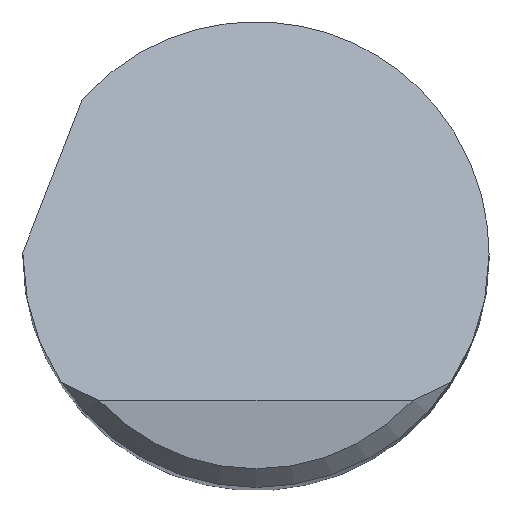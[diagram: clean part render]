
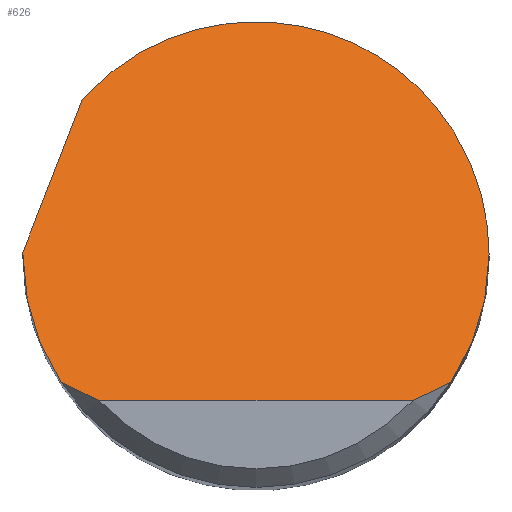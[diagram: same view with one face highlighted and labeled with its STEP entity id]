
A CAD part, top view. The second image highlights one B-rep face of the part: STEP entity #626.
In plain terms, the highlighted planar face has unit normal (0, 0.707, 0.707).
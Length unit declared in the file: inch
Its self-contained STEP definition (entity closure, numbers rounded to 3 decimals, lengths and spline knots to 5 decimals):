
#3 = EDGE_CURVE ( 'NONE', #277, #490, #522, .T. ) ;
#13 = EDGE_CURVE ( 'NONE', #490, #25, #335, .T. ) ;
#14 = EDGE_CURVE ( 'NONE', #66, #255, #334, .T. ) ;
#25 = VERTEX_POINT ( 'NONE', #378 ) ;
#29 = ORIENTED_EDGE ( 'NONE', *, *, #13, .T. ) ;
#36 = CARTESIAN_POINT ( 'NONE',  ( -0.157, -0.1025, 2.485 ) ) ;
#38 =( BOUNDED_CURVE ( )  B_SPLINE_CURVE ( 3, ( #36, #630, #233, #379 ),
 .UNSPECIFIED., .F., .F. ) 
 B_SPLINE_CURVE_WITH_KNOTS ( ( 4, 4 ),
 ( 4.13401, 4.71239 ),
 .UNSPECIFIED. ) 
 CURVE ( )  GEOMETRIC_REPRESENTATION_ITEM ( )  RATIONAL_B_SPLINE_CURVE ( ( 1., 0.972, 0.972, 1. ) ) 
 REPRESENTATION_ITEM ( '' )  );
#39 = ORIENTED_EDGE ( 'NONE', *, *, #666, .F. ) ;
#51 = CARTESIAN_POINT ( 'NONE',  ( 0.12629, -0.1175, 2.5 ) ) ;
#60 = CARTESIAN_POINT ( 'NONE',  ( -0.1875, 0.00133, 2.38117 ) ) ;
#66 = VERTEX_POINT ( 'NONE', #783 ) ;
#70 = CARTESIAN_POINT ( 'NONE',  ( 0.1369, -0.11288, 2.49538 ) ) ;
#94 = VERTEX_POINT ( 'NONE', #346 ) ;
#102 = VECTOR ( 'NONE', #709, 39.37008 ) ;
#104 = CARTESIAN_POINT ( 'NONE',  ( -0.1875, -0.1175, 2.5 ) ) ;
#110 = CARTESIAN_POINT ( 'NONE',  ( -0.12629, -0.1175, 2.5 ) ) ;
#114 = LINE ( 'NONE', #252, #144 ) ;
#138 = ORIENTED_EDGE ( 'NONE', *, *, #374, .F. ) ;
#144 = VECTOR ( 'NONE', #585, 39.37008 ) ;
#165 = PLANE ( 'NONE',  #310 ) ;
#170 = ORIENTED_EDGE ( 'NONE', *, *, #615, .F. ) ;
#173 = CARTESIAN_POINT ( 'NONE',  ( 0.157, -0.1025, 2.485 ) ) ;
#178 =( BOUNDED_CURVE ( )  B_SPLINE_CURVE ( 3, ( #518, #763, #60, #650 ),
 .UNSPECIFIED., .F., .T. ) 
 B_SPLINE_CURVE_WITH_KNOTS ( ( 4, 4 ),
 ( 4.71239, 4.72306 ),
 .UNSPECIFIED. ) 
 CURVE ( )  GEOMETRIC_REPRESENTATION_ITEM ( )  RATIONAL_B_SPLINE_CURVE ( ( 1., 1., 1., 1. ) ) 
 REPRESENTATION_ITEM ( '' )  );
#233 = CARTESIAN_POINT ( 'NONE',  ( -0.1875, -0.03666, 2.41916 ) ) ;
#235 = CARTESIAN_POINT ( 'NONE',  ( -0.157, -0.1025, 2.485 ) ) ;
#237 = CARTESIAN_POINT ( 'NONE',  ( 0.17704, -0.0718, 2.4543 ) ) ;
#252 = CARTESIAN_POINT ( 'NONE',  ( -0.23064, -0.10912, 2.49162 ) ) ;
#255 = VERTEX_POINT ( 'NONE', #308 ) ;
#277 = VERTEX_POINT ( 'NONE', #235 ) ;
#308 = CARTESIAN_POINT ( 'NONE',  ( 0.1875, 0., 2.3825 ) ) ;
#310 = AXIS2_PLACEMENT_3D ( 'NONE', #104, #376, #366 ) ;
#316 = CARTESIAN_POINT ( 'NONE',  ( 0.14711, -0.10785, 2.49035 ) ) ;
#317 = ORIENTED_EDGE ( 'NONE', *, *, #14, .F. ) ;
#334 =( BOUNDED_CURVE ( )  B_SPLINE_CURVE ( 3, ( #773, #341, #714, #519 ),
 .UNSPECIFIED., .F., .F. ) 
 B_SPLINE_CURVE_WITH_KNOTS ( ( 4, 4 ),
 ( 5.44247, 7.85398 ),
 .UNSPECIFIED. ) 
 CURVE ( )  GEOMETRIC_REPRESENTATION_ITEM ( )  RATIONAL_B_SPLINE_CURVE ( ( 1., 0.571, 0.571, 1. ) ) 
 REPRESENTATION_ITEM ( '' )  );
#335 = LINE ( 'NONE', #632, #102 ) ;
#341 = CARTESIAN_POINT ( 'NONE',  ( -0.00341, 0.27733, 2.10517 ) ) ;
#342 = EDGE_CURVE ( 'NONE', #25, #821, #746, .T. ) ;
#346 = CARTESIAN_POINT ( 'NONE',  ( -0.18749, 0.002, 2.3805 ) ) ;
#366 = DIRECTION ( 'NONE',  ( 0., 0.707, -0.707 ) ) ;
#374 = EDGE_CURVE ( 'NONE', #487, #94, #178, .T. ) ;
#376 = DIRECTION ( 'NONE',  ( 0., -0.707, -0.707 ) ) ;
#378 = CARTESIAN_POINT ( 'NONE',  ( 0.12629, -0.1175, 2.5 ) ) ;
#379 = CARTESIAN_POINT ( 'NONE',  ( -0.1875, 0., 2.3825 ) ) ;
#398 = CARTESIAN_POINT ( 'NONE',  ( -0.14711, -0.10785, 2.49035 ) ) ;
#407 = CARTESIAN_POINT ( 'NONE',  ( -0.157, -0.1025, 2.485 ) ) ;
#435 = CARTESIAN_POINT ( 'NONE',  ( 0.1875, 0., 2.3825 ) ) ;
#450 = CARTESIAN_POINT ( 'NONE',  ( 0.157, -0.1025, 2.485 ) ) ;
#473 = CARTESIAN_POINT ( 'NONE',  ( 0.157, -0.1025, 2.485 ) ) ;
#487 = VERTEX_POINT ( 'NONE', #659 ) ;
#490 = VERTEX_POINT ( 'NONE', #786 ) ;
#495 = EDGE_LOOP ( 'NONE', ( #29, #648, #39, #317, #607, #138, #170, #725 ) ) ;
#518 = CARTESIAN_POINT ( 'NONE',  ( -0.1875, 0., 2.3825 ) ) ;
#519 = CARTESIAN_POINT ( 'NONE',  ( 0.1875, 0., 2.3825 ) ) ;
#522 = B_SPLINE_CURVE_WITH_KNOTS ( 'NONE', 3,
 ( #407, #398, #589, #110 ),
 .UNSPECIFIED., .F., .F.,
 ( 4, 4 ),
 ( 0., 0.00095 ),
 .UNSPECIFIED. ) ;
#567 = FACE_OUTER_BOUND ( 'NONE', #495, .T. ) ;
#585 = DIRECTION ( 'NONE',  ( 0.265, 0.682, -0.682 ) ) ;
#589 = CARTESIAN_POINT ( 'NONE',  ( -0.1369, -0.11288, 2.49538 ) ) ;
#607 = ORIENTED_EDGE ( 'NONE', *, *, #764, .F. ) ;
#615 = EDGE_CURVE ( 'NONE', #277, #487, #38, .T. ) ;
#626 = ADVANCED_FACE ( 'NONE', ( #567 ), #165, .F. ) ;
#630 = CARTESIAN_POINT ( 'NONE',  ( -0.17704, -0.0718, 2.4543 ) ) ;
#632 = CARTESIAN_POINT ( 'NONE',  ( 0., -0.1175, 2.5 ) ) ;
#633 = CARTESIAN_POINT ( 'NONE',  ( 0.1875, -0.03666, 2.41916 ) ) ;
#648 = ORIENTED_EDGE ( 'NONE', *, *, #342, .T. ) ;
#650 = CARTESIAN_POINT ( 'NONE',  ( -0.18749, 0.002, 2.3805 ) ) ;
#659 = CARTESIAN_POINT ( 'NONE',  ( -0.1875, 0., 2.3825 ) ) ;
#666 = EDGE_CURVE ( 'NONE', #255, #821, #682, .T. ) ;
#682 =( BOUNDED_CURVE ( )  B_SPLINE_CURVE ( 3, ( #435, #633, #237, #173 ),
 .UNSPECIFIED., .F., .T. ) 
 B_SPLINE_CURVE_WITH_KNOTS ( ( 4, 4 ),
 ( 1.5708, 2.14917 ),
 .UNSPECIFIED. ) 
 CURVE ( )  GEOMETRIC_REPRESENTATION_ITEM ( )  RATIONAL_B_SPLINE_CURVE ( ( 1., 0.972, 0.972, 1. ) ) 
 REPRESENTATION_ITEM ( '' )  );
#709 = DIRECTION ( 'NONE',  ( 1., 0., 0. ) ) ;
#714 = CARTESIAN_POINT ( 'NONE',  ( 0.1875, 0.20437, 2.17813 ) ) ;
#725 = ORIENTED_EDGE ( 'NONE', *, *, #3, .T. ) ;
#746 = B_SPLINE_CURVE_WITH_KNOTS ( 'NONE', 3,
 ( #51, #70, #316, #450 ),
 .UNSPECIFIED., .F., .F.,
 ( 4, 4 ),
 ( 0., 0.00095 ),
 .UNSPECIFIED. ) ;
#763 = CARTESIAN_POINT ( 'NONE',  ( -0.1875, 0.00067, 2.38183 ) ) ;
#764 = EDGE_CURVE ( 'NONE', #94, #66, #114, .T. ) ;
#773 = CARTESIAN_POINT ( 'NONE',  ( -0.13971, 0.12505, 2.25745 ) ) ;
#783 = CARTESIAN_POINT ( 'NONE',  ( -0.13971, 0.12505, 2.25745 ) ) ;
#786 = CARTESIAN_POINT ( 'NONE',  ( -0.12629, -0.1175, 2.5 ) ) ;
#821 = VERTEX_POINT ( 'NONE', #473 ) ;
